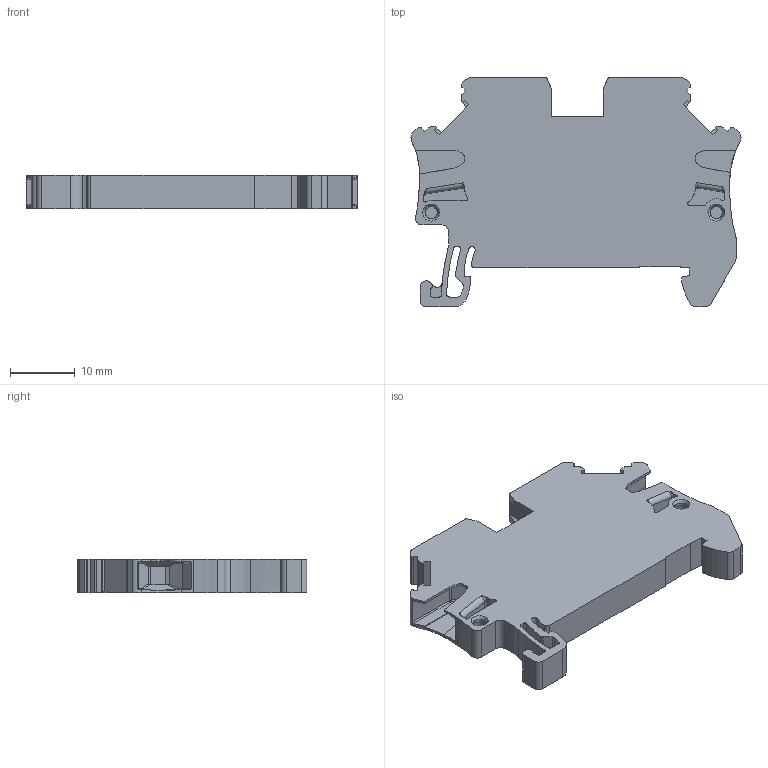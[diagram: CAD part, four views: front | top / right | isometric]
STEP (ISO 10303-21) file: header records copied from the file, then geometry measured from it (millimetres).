
FILE_DESCRIPTION((''),'2;1');
FILE_NAME('1124','2023-03-28T',('Administrator'),(''),'PRO/ENGINEER BY PARAMETRIC TECHNOLOGY CORPORATION, 2013230','PRO/ENGINEER BY PARAMETRIC TECHNOLOGY CORPORATION, 2013230','');
FILE_SCHEMA(('CONFIG_CONTROL_DESIGN'));
Length unit declared in the file: millimetre
Products named in the file (1): 1124
Bounding box: 50.82 x 35.35 x 5.2 mm (x, y, z)
Volume: 5590.8 mm3; surface area: 5287.6 mm2
Topology: 1 solids, 1 shells, 514 faces, 1443 edges, 940 vertices
Faces by surface type: plane 302, cylinder 160, bspline 14, cone 14, torus 12, sphere 8, extrusion 4
Entity records: 18290 total; most frequent: CARTESIAN_POINT 3980, ORIENTED_EDGE 2886, DIRECTION 2639, EDGE_CURVE 1443, VECTOR 1003, LINE 999, VERTEX_POINT 940, AXIS2_PLACEMENT_3D 818
